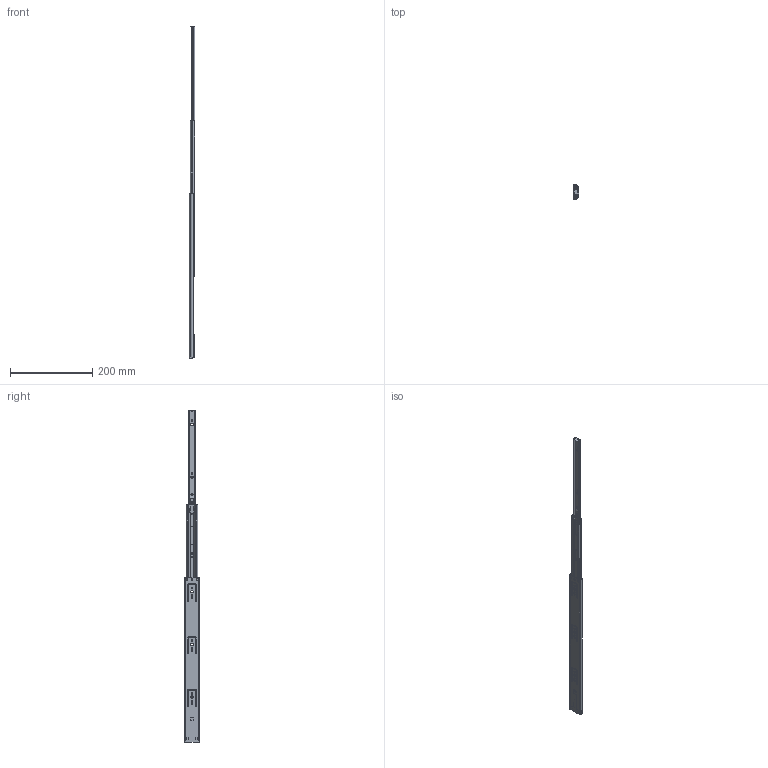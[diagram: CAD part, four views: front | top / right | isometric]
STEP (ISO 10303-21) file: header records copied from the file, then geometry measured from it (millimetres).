
FILE_DESCRIPTION (( 'STEP AP214' ), '1' );
FILE_NAME ('FR_5036.0400mm_16inch_open.STEP', '2022-10-11T15:17:38', ( '' ), ( '' ), 'SwSTEP 2.0', 'SolidWorks 2020', '' );
FILE_SCHEMA (( 'AUTOMOTIVE_DESIGN' ));
Length unit declared in the file: millimetre
Products named in the file (11): 5036.XXX-03.T010_NL  400; FR_5036.0400mm_16inch_open; FR5036S TRIGGER; 5036.XXX-01.T010_NL  400; FR5036S SELF CLOSE CABINET; 5036.XXX-02.T010_NL  400; FR5036S SELF CLOSE BLOCK; 5035S MIDDLE STOP
Assembly tree (10 placements, depth 3):
  FR_5036.0400mm_16inch_open
    5036.XXX-01.T010_NL  400
      5036.XXX-01.T010_NL  400
      FR5036S SELF CLOSE CABINET
    5036.XXX-03.T010_NL  400
      5036.XXX-03.T010_NL  400
      FR5036S TRIGGER
      FR5036S SELF CLOSE BLOCK
    5036.XXX-02.T010_NL  400
      5036.XXX-02.T010_NL  400
      5035S MIDDLE STOP
Bounding box: 12.7 x 35.98 x 806 mm (x, y, z)
Volume: 63811.9 mm3; surface area: 104815.8 mm2
Topology: 7 solids, 7 shells, 787 faces, 2117 edges, 1334 vertices
Faces by surface type: plane 521, cylinder 242, bspline 12, cone 10, torus 2
Entity records: 25406 total; most frequent: CARTESIAN_POINT 5155, ORIENTED_EDGE 4226, DIRECTION 4044, EDGE_CURVE 2113, VECTOR 1506, LINE 1506, VERTEX_POINT 1334, AXIS2_PLACEMENT_3D 1269
